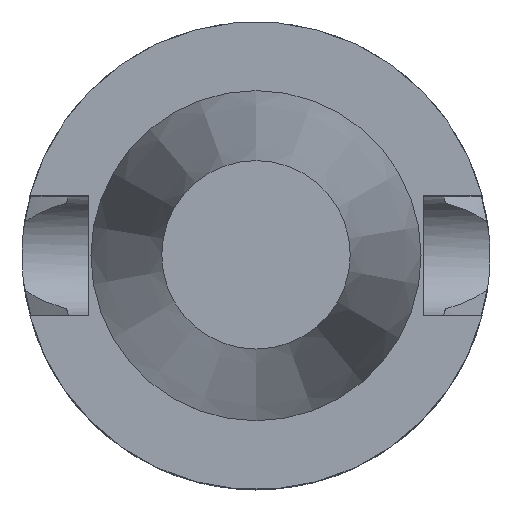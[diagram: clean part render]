
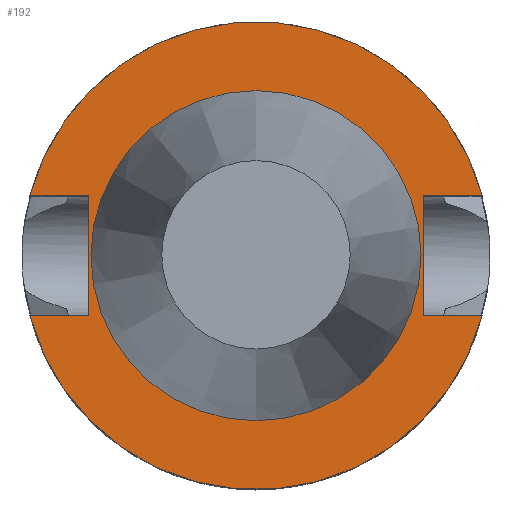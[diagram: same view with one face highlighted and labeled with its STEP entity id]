
A CAD part, top view. The second image highlights one B-rep face of the part: STEP entity #192.
In plain terms, the highlighted planar face has unit normal (0, 0, 1).
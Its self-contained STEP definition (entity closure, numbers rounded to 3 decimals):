
#118=EDGE_CURVE('240[2]',#347,#348,#349,.T.);
#120=EDGE_CURVE('240[2]',#351,#351,#352,.T.);
#146=EDGE_CURVE('240[2]',#392,#393,#394,.T.);
#161=EDGE_CURVE('240[2]',#393,#413,#414,.T.);
#189=EDGE_CURVE('240[2]',#455,#392,#456,.T.);
#192=ADVANCED_FACE('240[2]',(#459,#460),#461,.T.);
#196=EDGE_CURVE('240[2]',#466,#379,#467,.T.);
#211=EDGE_CURVE('240[2]',#413,#347,#486,.T.);
#248=EDGE_CURVE('240[2]',#348,#466,#542,.T.);
#308=EDGE_CURVE('240[2]',#379,#455,#616,.T.);
#347=VERTEX_POINT('',#650);
#348=VERTEX_POINT('',#651);
#349=LINE('',#652,#653);
#351=VERTEX_POINT('',#656);
#352=CIRCLE('',#657,22.225);
#379=VERTEX_POINT('',#708);
#392=VERTEX_POINT('',#735);
#393=VERTEX_POINT('',#736);
#394=CIRCLE('',#737,31.5);
#413=VERTEX_POINT('',#764);
#414=LINE('',#765,#766);
#455=VERTEX_POINT('',#894);
#456=LINE('',#895,#896);
#459=FACE_OUTER_BOUND('',#900,.T.);
#460=FACE_BOUND('',#901,.T.);
#461=PLANE('',#902);
#466=VERTEX_POINT('',#910);
#467=LINE('',#911,#912);
#486=LINE('',#1006,#1007);
#542=CIRCLE('',#1097,31.5);
#616=LINE('',#1265,#1266);
#650=CARTESIAN_POINT('',(22.5,8.05,-1.));
#651=CARTESIAN_POINT('',(30.454,8.05,-1.));
#652=CARTESIAN_POINT('',(11.25,8.05,-1.));
#653=VECTOR('',#1325,1.0);
#656=CARTESIAN_POINT('',(0.,22.225,-1.));
#657=AXIS2_PLACEMENT_3D('',#1326,#1327,#1328);
#708=CARTESIAN_POINT('',(-22.5,8.05,-1.));
#735=CARTESIAN_POINT('',(-30.454,-8.05,-1.));
#736=CARTESIAN_POINT('',(30.454,-8.05,-1.));
#737=AXIS2_PLACEMENT_3D('',#1371,#1372,#1373);
#764=CARTESIAN_POINT('',(22.5,-8.05,-1.));
#765=CARTESIAN_POINT('',(11.25,-8.05,-1.));
#766=VECTOR('',#1406,1.0);
#894=CARTESIAN_POINT('',(-22.5,-8.05,-1.));
#895=CARTESIAN_POINT('',(-11.25,-8.05,-1.));
#896=VECTOR('',#1447,1.0);
#900=EDGE_LOOP('',(#1449,#1450,#1451,#1452,#1453,#1454,#1455,#1456));
#901=EDGE_LOOP('',(#1457));
#902=AXIS2_PLACEMENT_3D('',#1458,#1459,#1460);
#910=CARTESIAN_POINT('',(-30.454,8.05,-1.));
#911=CARTESIAN_POINT('',(-11.25,8.05,-1.));
#912=VECTOR('',#1462,1.0);
#1006=CARTESIAN_POINT('',(22.5,13.431,-1.));
#1007=VECTOR('',#1475,1.0);
#1097=AXIS2_PLACEMENT_3D('',#1544,#1545,#1546);
#1265=CARTESIAN_POINT('',(-22.5,13.431,-1.));
#1266=VECTOR('',#1633,1.0);
#1325=DIRECTION('',(1.0,0.,0.));
#1326=CARTESIAN_POINT('',(0.,0.,-1.));
#1327=DIRECTION('',(0.,0.,1.0));
#1328=DIRECTION('',(0.,1.0,0.));
#1371=CARTESIAN_POINT('',(0.,0.,-1.));
#1372=DIRECTION('',(0.,0.,1.0));
#1373=DIRECTION('',(0.,1.0,0.));
#1406=DIRECTION('',(-1.0,0.,0.));
#1447=DIRECTION('',(-1.0,0.,0.));
#1449=ORIENTED_EDGE('',*,*,#189,.T.);
#1450=ORIENTED_EDGE('',*,*,#146,.T.);
#1451=ORIENTED_EDGE('',*,*,#161,.T.);
#1452=ORIENTED_EDGE('',*,*,#211,.T.);
#1453=ORIENTED_EDGE('',*,*,#118,.T.);
#1454=ORIENTED_EDGE('',*,*,#248,.T.);
#1455=ORIENTED_EDGE('',*,*,#196,.T.);
#1456=ORIENTED_EDGE('',*,*,#308,.T.);
#1457=ORIENTED_EDGE('',*,*,#120,.F.);
#1458=CARTESIAN_POINT('',(0.,26.863,-1.));
#1459=DIRECTION('',(0.,0.,1.0));
#1460=DIRECTION('',(1.0,0.,0.0));
#1462=DIRECTION('',(1.0,0.,0.));
#1475=DIRECTION('',(0.,1.0,0.));
#1544=CARTESIAN_POINT('',(0.,0.,-1.));
#1545=DIRECTION('',(0.,0.,1.0));
#1546=DIRECTION('',(0.,1.0,0.));
#1633=DIRECTION('',(0.,-1.0,0.));
